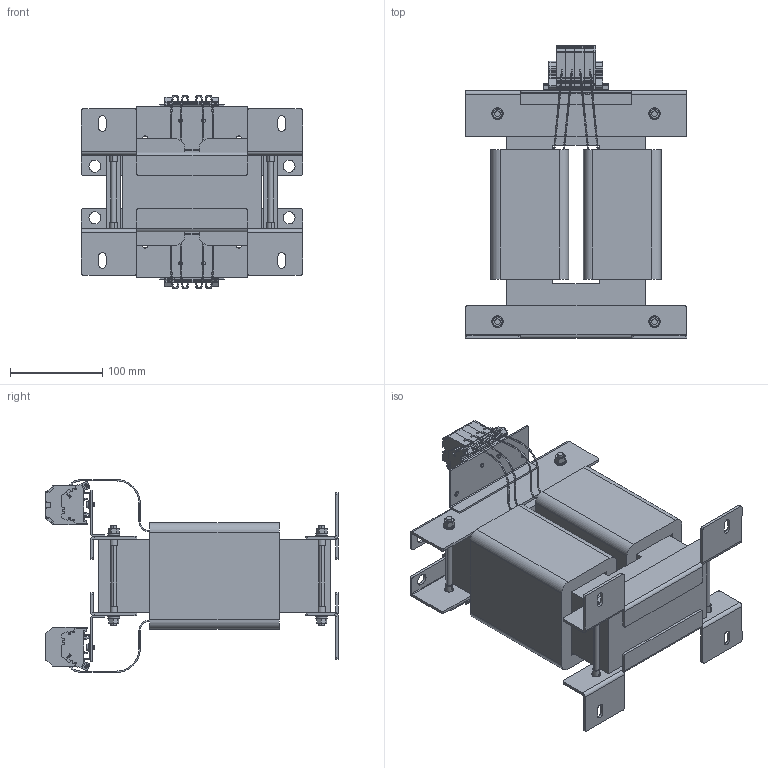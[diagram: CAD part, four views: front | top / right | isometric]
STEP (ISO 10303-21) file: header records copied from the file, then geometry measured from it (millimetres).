
FILE_DESCRIPTION (( 'STEP AP214' ), '1' );
FILE_NAME ('5239 step .STEP', '2025-04-02T10:16:11', ( '' ), ( '' ), 'SwSTEP 2.0', 'SolidWorks 2022', '' );
FILE_SCHEMA (( 'AUTOMOTIVE_DESIGN' ));
Length unit declared in the file: millimetre
Products named in the file (1): 5239 step 
Bounding box: 240 x 316.67 x 208.72 mm (x, y, z)
Volume: 4221077.1 mm3; surface area: 644071.2 mm2
Topology: 71 solids, 71 shells, 3216 faces, 8664 edges, 5680 vertices
Faces by surface type: plane 1656, cylinder 1296, cone 136, torus 80, bspline 48
Entity records: 140796 total; most frequent: CARTESIAN_POINT 21749, DIRECTION 17574, ORIENTED_EDGE 17328, EDGE_CURVE 8664, AXIS2_PLACEMENT_3D 6081, VERTEX_POINT 5680, VECTOR 5412, LINE 5412
